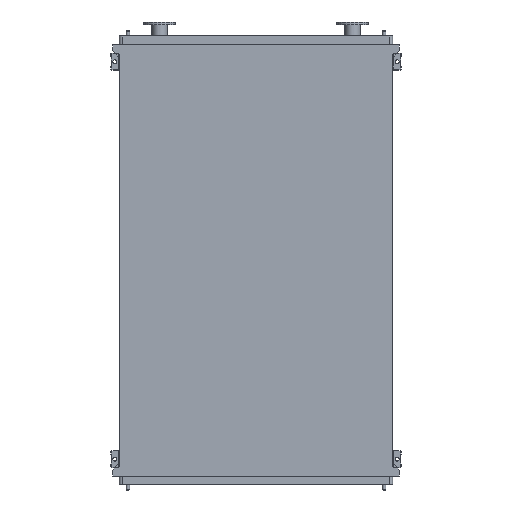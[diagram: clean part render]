
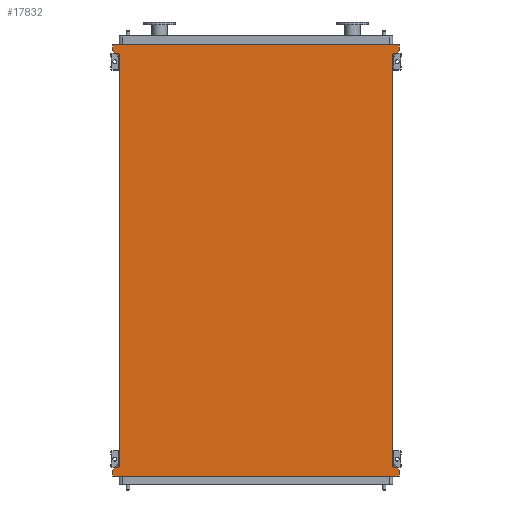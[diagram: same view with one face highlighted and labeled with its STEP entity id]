
A CAD part, front view. The second image highlights one B-rep face of the part: STEP entity #17832.
In plain terms, the highlighted planar face has unit normal (0, -1, 0).
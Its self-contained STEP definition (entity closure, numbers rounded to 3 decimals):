
#40 = CARTESIAN_POINT ( 'NONE',  ( 965., 0., -2850. ) ) ;
#65 = DIRECTION ( 'NONE',  ( 0.655, 0., 0.755 ) ) ;
#144 = CARTESIAN_POINT ( 'NONE',  ( -965., 0., -2850. ) ) ;
#718 = CARTESIAN_POINT ( 'NONE',  ( -1011., 0., -2903. ) ) ;
#775 = CARTESIAN_POINT ( 'NONE',  ( 965., 0., -2850. ) ) ;
#907 = CARTESIAN_POINT ( 'NONE',  ( -1011., 0., 95. ) ) ;
#1171 = CARTESIAN_POINT ( 'NONE',  ( -1011., 0., 53. ) ) ;
#1311 = DIRECTION ( 'NONE',  ( -0.655, 0., -0.755 ) ) ;
#1341 = ORIENTED_EDGE ( 'NONE', *, *, #10078, .F. ) ;
#1499 = ORIENTED_EDGE ( 'NONE', *, *, #5010, .F. ) ;
#1650 = VECTOR ( 'NONE', #7376, 1000. ) ;
#1687 = VERTEX_POINT ( 'NONE', #6348 ) ;
#1857 = VECTOR ( 'NONE', #15228, 1000. ) ;
#2001 = VERTEX_POINT ( 'NONE', #40 ) ;
#2027 = AXIS2_PLACEMENT_3D ( 'NONE', #11571, #2900, #13020 ) ;
#2114 = LINE ( 'NONE', #13203, #1650 ) ;
#2480 = VECTOR ( 'NONE', #65, 1000. ) ;
#2551 = CARTESIAN_POINT ( 'NONE',  ( -965., 0., -2850. ) ) ;
#2575 = VERTEX_POINT ( 'NONE', #144 ) ;
#2598 = EDGE_LOOP ( 'NONE', ( #11967, #1341, #4376, #9002, #17262, #12806, #17674, #13012, #14244, #4615, #15746, #1499 ) ) ;
#2632 = EDGE_CURVE ( 'NONE', #5222, #14820, #11096, .T. ) ;
#2746 = EDGE_CURVE ( 'NONE', #14820, #2575, #16962, .T. ) ;
#2853 = EDGE_CURVE ( 'NONE', #8897, #15117, #7450, .T. ) ;
#2867 = DIRECTION ( 'NONE',  ( 0., 0., -1. ) ) ;
#2882 = VECTOR ( 'NONE', #18457, 1000. ) ;
#2900 = DIRECTION ( 'NONE',  ( 0., -1., 0. ) ) ;
#2962 = EDGE_CURVE ( 'NONE', #2575, #8897, #13334, .T. ) ;
#3682 = EDGE_CURVE ( 'NONE', #15117, #5380, #11305, .T. ) ;
#4144 = VERTEX_POINT ( 'NONE', #14154 ) ;
#4201 = VERTEX_POINT ( 'NONE', #12877 ) ;
#4376 = ORIENTED_EDGE ( 'NONE', *, *, #13868, .F. ) ;
#4615 = ORIENTED_EDGE ( 'NONE', *, *, #7175, .F. ) ;
#4833 = VECTOR ( 'NONE', #9597, 1000. ) ;
#5010 = EDGE_CURVE ( 'NONE', #2001, #18111, #14431, .T. ) ;
#5222 = VERTEX_POINT ( 'NONE', #11636 ) ;
#5281 = DIRECTION ( 'NONE',  ( -0.655, 0., 0.755 ) ) ;
#5380 = VERTEX_POINT ( 'NONE', #907 ) ;
#5470 = DIRECTION ( 'NONE',  ( 0., 0., 1. ) ) ;
#6061 = VERTEX_POINT ( 'NONE', #11471 ) ;
#6098 = EDGE_CURVE ( 'NONE', #18111, #1687, #6237, .T. ) ;
#6237 = LINE ( 'NONE', #12990, #9633 ) ;
#6348 = CARTESIAN_POINT ( 'NONE',  ( 1011., 0., -2945. ) ) ;
#7175 = EDGE_CURVE ( 'NONE', #1687, #5222, #13443, .T. ) ;
#7376 = DIRECTION ( 'NONE',  ( 0., 0., -1. ) ) ;
#7450 = LINE ( 'NONE', #8930, #10855 ) ;
#7692 = VECTOR ( 'NONE', #14531, 1000. ) ;
#7705 = CARTESIAN_POINT ( 'NONE',  ( 1011., 0., -2903. ) ) ;
#8143 = CARTESIAN_POINT ( 'NONE',  ( 1011., 0., -2945. ) ) ;
#8568 = VECTOR ( 'NONE', #16974, 1000. ) ;
#8636 = CARTESIAN_POINT ( 'NONE',  ( -1011., 0., 53. ) ) ;
#8747 = CARTESIAN_POINT ( 'NONE',  ( -1011., 0., -2903. ) ) ;
#8897 = VERTEX_POINT ( 'NONE', #15974 ) ;
#8930 = CARTESIAN_POINT ( 'NONE',  ( -965., 0., 0. ) ) ;
#9002 = ORIENTED_EDGE ( 'NONE', *, *, #9415, .F. ) ;
#9415 = EDGE_CURVE ( 'NONE', #5380, #4144, #12436, .T. ) ;
#9480 = VECTOR ( 'NONE', #5470, 1000. ) ;
#9555 = LINE ( 'NONE', #775, #1857 ) ;
#9597 = DIRECTION ( 'NONE',  ( -1., 0., 0. ) ) ;
#9633 = VECTOR ( 'NONE', #2867, 1000. ) ;
#9683 = CARTESIAN_POINT ( 'NONE',  ( 965., 0., -2850. ) ) ;
#10078 = EDGE_CURVE ( 'NONE', #6061, #4201, #15347, .T. ) ;
#10855 = VECTOR ( 'NONE', #5281, 1000. ) ;
#11096 = LINE ( 'NONE', #13014, #7692 ) ;
#11305 = LINE ( 'NONE', #1171, #14691 ) ;
#11317 = DIRECTION ( 'NONE',  ( 0., 0., 1. ) ) ;
#11455 = CARTESIAN_POINT ( 'NONE',  ( 1011., 0., 53. ) ) ;
#11471 = CARTESIAN_POINT ( 'NONE',  ( 1011., 0., 53. ) ) ;
#11493 = VECTOR ( 'NONE', #1311, 1000. ) ;
#11571 = CARTESIAN_POINT ( 'NONE',  ( -965., 0., -2850. ) ) ;
#11636 = CARTESIAN_POINT ( 'NONE',  ( -1011., 0., -2945. ) ) ;
#11967 = ORIENTED_EDGE ( 'NONE', *, *, #16951, .T. ) ;
#12051 = FACE_OUTER_BOUND ( 'NONE', #2598, .T. ) ;
#12436 = LINE ( 'NONE', #18420, #8568 ) ;
#12806 = ORIENTED_EDGE ( 'NONE', *, *, #2853, .F. ) ;
#12877 = CARTESIAN_POINT ( 'NONE',  ( 965., 0., 0. ) ) ;
#12990 = CARTESIAN_POINT ( 'NONE',  ( 1011., 0., -2903. ) ) ;
#13012 = ORIENTED_EDGE ( 'NONE', *, *, #2746, .F. ) ;
#13014 = CARTESIAN_POINT ( 'NONE',  ( -1011., 0., -2945. ) ) ;
#13020 = DIRECTION ( 'NONE',  ( 0., 0., -1. ) ) ;
#13203 = CARTESIAN_POINT ( 'NONE',  ( 1011., 0., 95. ) ) ;
#13334 = LINE ( 'NONE', #2551, #9480 ) ;
#13443 = LINE ( 'NONE', #8143, #4833 ) ;
#13868 = EDGE_CURVE ( 'NONE', #4144, #6061, #2114, .T. ) ;
#14154 = CARTESIAN_POINT ( 'NONE',  ( 1011., 0., 95. ) ) ;
#14244 = ORIENTED_EDGE ( 'NONE', *, *, #2632, .F. ) ;
#14431 = LINE ( 'NONE', #9683, #2882 ) ;
#14531 = DIRECTION ( 'NONE',  ( 0., 0., 1. ) ) ;
#14691 = VECTOR ( 'NONE', #11317, 1000. ) ;
#14820 = VERTEX_POINT ( 'NONE', #718 ) ;
#15117 = VERTEX_POINT ( 'NONE', #8636 ) ;
#15228 = DIRECTION ( 'NONE',  ( 0., 0., 1. ) ) ;
#15347 = LINE ( 'NONE', #11455, #11493 ) ;
#15746 = ORIENTED_EDGE ( 'NONE', *, *, #6098, .F. ) ;
#15974 = CARTESIAN_POINT ( 'NONE',  ( -965., 0., 0. ) ) ;
#16951 = EDGE_CURVE ( 'NONE', #2001, #4201, #9555, .T. ) ;
#16962 = LINE ( 'NONE', #8747, #2480 ) ;
#16974 = DIRECTION ( 'NONE',  ( 1., 0., 0. ) ) ;
#17262 = ORIENTED_EDGE ( 'NONE', *, *, #3682, .F. ) ;
#17674 = ORIENTED_EDGE ( 'NONE', *, *, #2962, .F. ) ;
#17832 = ADVANCED_FACE ( 'NONE', ( #12051 ), #18772, .T. ) ;
#18111 = VERTEX_POINT ( 'NONE', #7705 ) ;
#18420 = CARTESIAN_POINT ( 'NONE',  ( -1011., 0., 95. ) ) ;
#18457 = DIRECTION ( 'NONE',  ( 0.655, 0., -0.755 ) ) ;
#18772 = PLANE ( 'NONE',  #2027 ) ;
